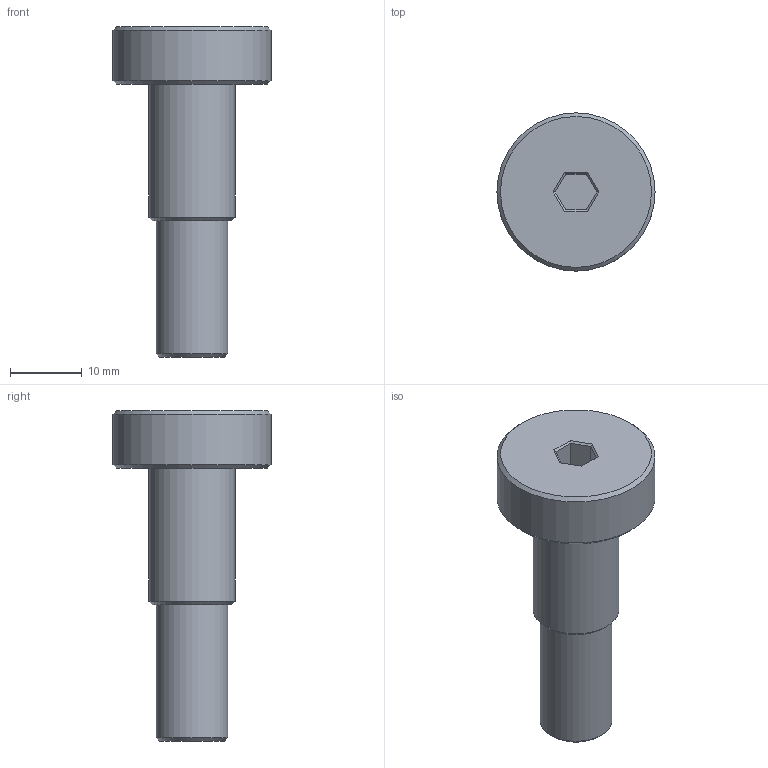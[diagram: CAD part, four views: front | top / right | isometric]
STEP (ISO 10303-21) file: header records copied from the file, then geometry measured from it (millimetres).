
FILE_DESCRIPTION(/* description */ ('KriTec Bolzen 8 D14 zentrisch, VA rostfrei'),/* implementation_level */ '2;1');
FILE_NAME(/* name */ '13317_KriTec_Bolzen_8_D14_zentrisch_VA_rostfrei.stp',/* time_stamp */ '2022-07-14T11:24:54+02:00',/* author */ ('jendrek'),/* organization */ (''),/* preprocessor_version */ 'ST-DEVELOPER v17',/* originating_system */ 'Autodesk Inventor 2018',/* authorisation */ '');
FILE_SCHEMA (('AUTOMOTIVE_DESIGN { 1 0 10303 214 3 1 1 }'));
Length unit declared in the file: millimetre
Products named in the file (1): 13317
Bounding box: 22 x 22 x 46 mm (x, y, z)
Volume: 6548 mm3; surface area: 2648.5 mm2
Topology: 1 solids, 1 shells, 24 faces, 47 edges, 28 vertices
Faces by surface type: plane 17, cone 4, cylinder 3
Full cylindrical faces by diameter (mm): 10 x1, 12 x1, 22 x1
Entity records: 640 total; most frequent: DIRECTION 107, CARTESIAN_POINT 100, ORIENTED_EDGE 94, EDGE_CURVE 47, LINE 37, VECTOR 37, AXIS2_PLACEMENT_3D 35, VERTEX_POINT 28
